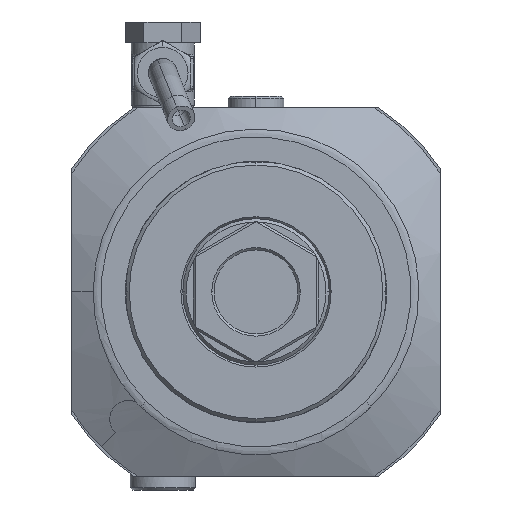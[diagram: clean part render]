
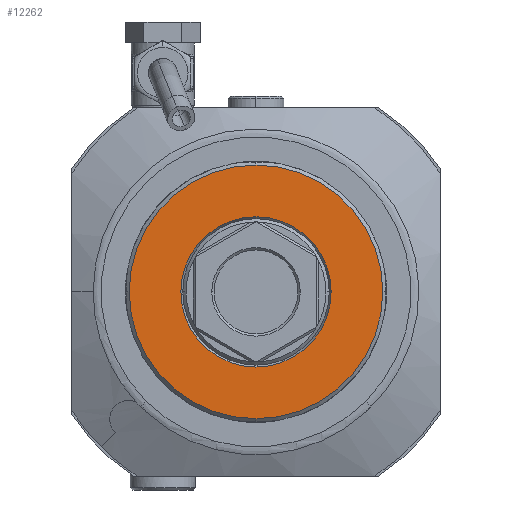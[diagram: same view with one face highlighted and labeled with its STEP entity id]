
A CAD part, left-side view. The second image highlights one B-rep face of the part: STEP entity #12262.
In plain terms, the highlighted planar face has unit normal (-1, 0, 0).
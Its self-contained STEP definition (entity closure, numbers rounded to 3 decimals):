
#4192=CARTESIAN_POINT('',(-24.,0.,0.));
#4193=DIRECTION('',(-1.,0.,0.));
#4194=DIRECTION('',(0.,1.,0.));
#4195=AXIS2_PLACEMENT_3D('',#4192,#4193,#4194);
#4197=CARTESIAN_POINT('',(-24.,0.,0.));
#4198=DIRECTION('',(-1.,0.,0.));
#4199=DIRECTION('',(0.,-1.,0.));
#4200=AXIS2_PLACEMENT_3D('',#4197,#4198,#4199);
#4202=CARTESIAN_POINT('',(-24.,0.,0.));
#4203=DIRECTION('',(1.,0.,0.));
#4204=DIRECTION('',(0.,1.,0.));
#4205=AXIS2_PLACEMENT_3D('',#4202,#4203,#4204);
#4207=CARTESIAN_POINT('',(-24.,0.,0.));
#4208=DIRECTION('',(1.,0.,0.));
#4209=DIRECTION('',(0.,-1.,0.));
#4210=AXIS2_PLACEMENT_3D('',#4207,#4208,#4209);
#7788=CARTESIAN_POINT('',(-24.,16.116,0.));
#7789=CARTESIAN_POINT('',(-24.,-16.116,0.));
#7790=VERTEX_POINT('',#7788);
#7791=VERTEX_POINT('',#7789);
#7792=CARTESIAN_POINT('',(-24.,27.2,0.));
#7793=CARTESIAN_POINT('',(-24.,-27.2,0.));
#7794=VERTEX_POINT('',#7792);
#7795=VERTEX_POINT('',#7793);
#12247=CARTESIAN_POINT('',(-24.,0.,0.));
#12248=DIRECTION('',(-1.,0.,0.));
#12249=DIRECTION('',(0.,1.,0.));
#12250=AXIS2_PLACEMENT_3D('',#12247,#12248,#12249);
#12251=PLANE('',#12250);
#12252=ORIENTED_EDGE('',*,*,#11561,.F.);
#12253=ORIENTED_EDGE('',*,*,#11543,.F.);
#12254=EDGE_LOOP('',(#12252,#12253));
#12255=FACE_OUTER_BOUND('',#12254,.F.);
#12257=ORIENTED_EDGE('',*,*,#12256,.F.);
#12259=ORIENTED_EDGE('',*,*,#12258,.F.);
#12260=EDGE_LOOP('',(#12257,#12259));
#12261=FACE_BOUND('',#12260,.F.);
#4196=CIRCLE('',#4195,27.2);
#4201=CIRCLE('',#4200,27.2);
#4206=CIRCLE('',#4205,16.116);
#4211=CIRCLE('',#4210,16.116);
#11543=EDGE_CURVE('',#7795,#7794,#4201,.T.);
#11561=EDGE_CURVE('',#7794,#7795,#4196,.T.);
#12256=EDGE_CURVE('',#7790,#7791,#4206,.T.);
#12258=EDGE_CURVE('',#7791,#7790,#4211,.T.);
#12262=ADVANCED_FACE('',(#12255,#12261),#12251,.T.);
